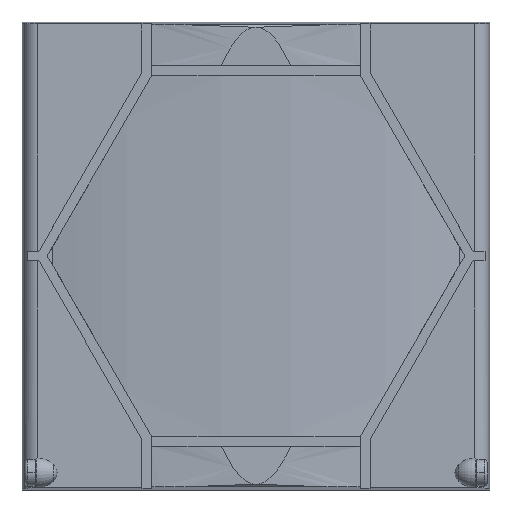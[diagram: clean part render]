
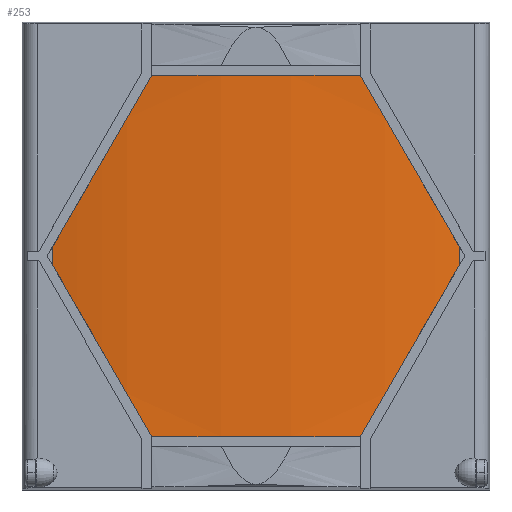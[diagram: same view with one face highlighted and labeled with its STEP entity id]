
A CAD part, top view. The second image highlights one B-rep face of the part: STEP entity #253.
In plain terms, the highlighted cylindrical face has radius 209.774 mm (diameter 419.548 mm), a partial arc.
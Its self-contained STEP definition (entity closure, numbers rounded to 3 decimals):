
#253=ADVANCED_FACE('',(#936),#937,.T.);
#936=FACE_OUTER_BOUND('',#1938,.T.);
#937=CYLINDRICAL_SURFACE('',#1939,209.774);
#1938=EDGE_LOOP('',(#4185,#4186,#4187,#4188,#4189,#4190,#4191,#4192));
#1939=AXIS2_PLACEMENT_3D('',#4193,#4194,#4195);
#4185=ORIENTED_EDGE('',*,*,#7112,.T.);
#4186=ORIENTED_EDGE('',*,*,#7137,.F.);
#4187=ORIENTED_EDGE('',*,*,#7129,.T.);
#4188=ORIENTED_EDGE('',*,*,#7070,.T.);
#4189=ORIENTED_EDGE('',*,*,#7118,.T.);
#4190=ORIENTED_EDGE('',*,*,#7138,.F.);
#4191=ORIENTED_EDGE('',*,*,#7124,.T.);
#4192=ORIENTED_EDGE('',*,*,#7101,.F.);
#4193=CARTESIAN_POINT('',(0.,-50.0,-197.774));
#4194=DIRECTION('',(0.,1.0,0.));
#4195=DIRECTION('',(-1.0,0.,0.0));
#7070=EDGE_CURVE('',#8807,#8805,#8808,.T.);
#7101=EDGE_CURVE('',#8857,#8859,#8860,.T.);
#7112=EDGE_CURVE('',#8857,#8878,#8879,.T.);
#7118=EDGE_CURVE('',#8805,#8886,#8887,.T.);
#7124=EDGE_CURVE('',#8894,#8859,#8895,.T.);
#7129=EDGE_CURVE('',#8901,#8807,#8902,.T.);
#7137=EDGE_CURVE('',#8901,#8878,#8913,.T.);
#7138=EDGE_CURVE('',#8894,#8886,#8914,.T.);
#8805=VERTEX_POINT('',#12249);
#8807=VERTEX_POINT('',#12252);
#8808=LINE('',#12253,#12254);
#8857=VERTEX_POINT('',#12332);
#8859=VERTEX_POINT('',#12335);
#8860=LINE('',#12336,#12337);
#8878=VERTEX_POINT('',#12363);
#8879=ELLIPSE('',#12364,419.548,209.774);
#8886=VERTEX_POINT('',#12376);
#8887=ELLIPSE('',#12377,419.548,209.774);
#8894=VERTEX_POINT('',#12389);
#8895=ELLIPSE('',#12390,419.548,209.774);
#8901=VERTEX_POINT('',#12400);
#8902=ELLIPSE('',#12401,419.548,209.774);
#8913=CIRCLE('',#12441,209.774);
#8914=CIRCLE('',#12442,209.774);
#12249=CARTESIAN_POINT('',(41.767,1.79,7.8));
#12252=CARTESIAN_POINT('',(41.767,-1.79,7.8));
#12253=CARTESIAN_POINT('',(41.767,-50.0,7.8));
#12254=VECTOR('',#15271,1.0);
#12332=CARTESIAN_POINT('',(-41.767,-1.79,7.8));
#12335=CARTESIAN_POINT('',(-41.767,1.79,7.8));
#12336=CARTESIAN_POINT('',(-41.767,-50.0,7.8));
#12337=VECTOR('',#15302,1.0);
#12363=CARTESIAN_POINT('',(-21.4,-37.066,10.906));
#12364=AXIS2_PLACEMENT_3D('',#15317,#15318,#15319);
#12376=CARTESIAN_POINT('',(21.4,37.066,10.906));
#12377=AXIS2_PLACEMENT_3D('',#15325,#15326,#15327);
#12389=CARTESIAN_POINT('',(-21.4,37.066,10.906));
#12390=AXIS2_PLACEMENT_3D('',#15333,#15334,#15335);
#12400=CARTESIAN_POINT('',(21.4,-37.066,10.906));
#12401=AXIS2_PLACEMENT_3D('',#15340,#15341,#15342);
#12441=AXIS2_PLACEMENT_3D('',#15353,#15354,#15355);
#12442=AXIS2_PLACEMENT_3D('',#15356,#15357,#15358);
#15271=DIRECTION('',(0.,1.0,0.));
#15302=DIRECTION('',(0.,1.0,0.));
#15317=CARTESIAN_POINT('',(0.,-74.132,-197.774));
#15318=DIRECTION('',(0.866,0.5,0.));
#15319=DIRECTION('',(-0.5,0.866,0.));
#15325=CARTESIAN_POINT('',(0.,74.132,-197.774));
#15326=DIRECTION('',(-0.866,-0.5,0.));
#15327=DIRECTION('',(-0.5,0.866,0.));
#15333=CARTESIAN_POINT('',(0.,74.132,-197.774));
#15334=DIRECTION('',(0.866,-0.5,0.));
#15335=DIRECTION('',(-0.5,-0.866,0.));
#15340=CARTESIAN_POINT('',(0.,-74.132,-197.774));
#15341=DIRECTION('',(-0.866,0.5,0.));
#15342=DIRECTION('',(-0.5,-0.866,0.));
#15353=CARTESIAN_POINT('',(0.,-37.066,-197.774));
#15354=DIRECTION('',(0.,-1.0,0.));
#15355=DIRECTION('',(-1.0,0.,0.));
#15356=CARTESIAN_POINT('',(0.,37.066,-197.774));
#15357=DIRECTION('',(0.,1.0,0.));
#15358=DIRECTION('',(-1.0,0.,0.));
